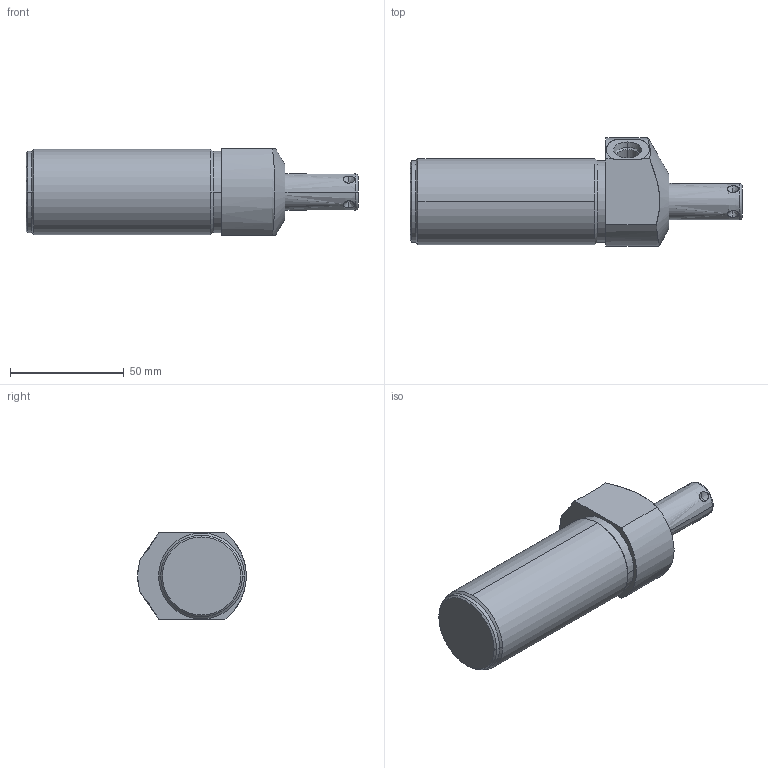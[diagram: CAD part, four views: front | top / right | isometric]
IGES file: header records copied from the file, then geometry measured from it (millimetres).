
Start section:  PTC IGES file: ilc15020910.igs
Global section: file name: ilc15020910.igs; native system: Pro/ENGINEER by Parametric Technology Corporation; preprocessor: 2007460; author: gar; organization: Unknown; date: 20120521.133958; units: inch
Bounding box: 145.62 x 47.62 x 37.85 mm (x, y, z)
Surface area: 19817.9 mm2 (no closed solid volume)
Topology: 0 solids, 0 shells, 69 faces, 326 edges, 316 vertices
Faces by surface type: revolution 54, bspline 15
